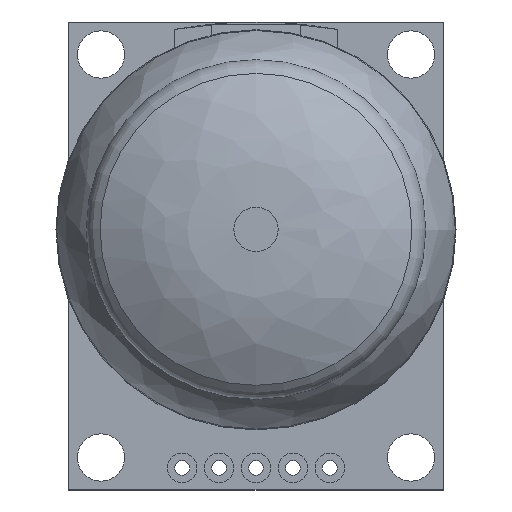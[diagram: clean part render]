
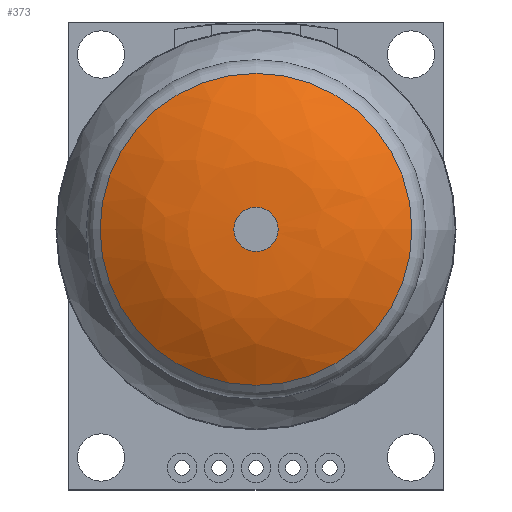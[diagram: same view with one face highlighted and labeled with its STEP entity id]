
A CAD part, top view. The second image highlights one B-rep face of the part: STEP entity #373.
In plain terms, the highlighted free-form (B-spline) face has degree [3, 3] with [4, 7] control points.
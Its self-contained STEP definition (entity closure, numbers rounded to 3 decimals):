
#373 = ADVANCED_FACE( '', ( #816, #817 ), #818, .T. );
#816 = FACE_OUTER_BOUND( '', #1362, .T. );
#817 = FACE_OUTER_BOUND( '', #1363, .T. );
#818 = ( BOUNDED_SURFACE(  )B_SPLINE_SURFACE( 3, 3, ( ( #1366, #1367, #1368, #1369, #1370, #1371, #1372 ), ( #1373, #1374, #1375, #1376, #1377, #1378, #1379 ), ( #1380, #1381, #1382, #1383, #1384, #1385, #1386 ), ( #1387, #1388, #1389, #1390, #1391, #1392, #1393 ) ), .UNSPECIFIED., .F., .T., .F. )B_SPLINE_SURFACE_WITH_KNOTS( ( 4, 4 ), ( 4, 3, 4 ), ( 0., 6.283 ), ( 1.009, 1.316, 1.623 ), .UNSPECIFIED. )GEOMETRIC_REPRESENTATION_ITEM(  )RATIONAL_B_SPLINE_SURFACE( ( ( 1., 0.333, 0.333, 1., 0.333, 0.333, 1. ), ( 0.969, 0.323, 0.323, 0.969, 0.323, 0.323, 0.969 ), ( 0.969, 0.323, 0.323, 0.969, 0.323, 0.323, 0.969 ), ( 1., 0.333, 0.333, 1., 0.333, 0.333, 1. ) ) )REPRESENTATION_ITEM( '' )SURFACE(  ) );
#1362 = EDGE_LOOP( '', ( #2384 ) );
#1363 = EDGE_LOOP( '', ( #2385 ) );
#1366 = CARTESIAN_POINT( '', ( 56.789, 12.361, 33.75 ) );
#1367 = CARTESIAN_POINT( '', ( 56.789, 15.361, 33.75 ) );
#1368 = CARTESIAN_POINT( '', ( 53.789, 15.361, 33.75 ) );
#1369 = CARTESIAN_POINT( '', ( 53.789, 12.361, 33.75 ) );
#1370 = CARTESIAN_POINT( '', ( 53.789, 9.361, 33.75 ) );
#1371 = CARTESIAN_POINT( '', ( 56.789, 9.361, 33.75 ) );
#1372 = CARTESIAN_POINT( '', ( 56.789, 12.361, 33.75 ) );
#1373 = CARTESIAN_POINT( '', ( 60.007, 12.361, 33.917 ) );
#1374 = CARTESIAN_POINT( '', ( 60.007, 21.798, 33.917 ) );
#1375 = CARTESIAN_POINT( '', ( 50.57, 21.798, 33.917 ) );
#1376 = CARTESIAN_POINT( '', ( 50.57, 12.361, 33.917 ) );
#1377 = CARTESIAN_POINT( '', ( 50.57, 2.924, 33.917 ) );
#1378 = CARTESIAN_POINT( '', ( 60.007, 2.924, 33.917 ) );
#1379 = CARTESIAN_POINT( '', ( 60.007, 12.361, 33.917 ) );
#1380 = CARTESIAN_POINT( '', ( 63.126, 12.361, 33.104 ) );
#1381 = CARTESIAN_POINT( '', ( 63.126, 28.035, 33.104 ) );
#1382 = CARTESIAN_POINT( '', ( 47.451, 28.035, 33.104 ) );
#1383 = CARTESIAN_POINT( '', ( 47.451, 12.361, 33.104 ) );
#1384 = CARTESIAN_POINT( '', ( 47.451, -3.313, 33.104 ) );
#1385 = CARTESIAN_POINT( '', ( 63.126, -3.313, 33.104 ) );
#1386 = CARTESIAN_POINT( '', ( 63.126, 12.361, 33.104 ) );
#1387 = CARTESIAN_POINT( '', ( 65.854, 12.361, 31.388 ) );
#1388 = CARTESIAN_POINT( '', ( 65.854, 33.491, 31.388 ) );
#1389 = CARTESIAN_POINT( '', ( 44.724, 33.491, 31.388 ) );
#1390 = CARTESIAN_POINT( '', ( 44.724, 12.361, 31.388 ) );
#1391 = CARTESIAN_POINT( '', ( 44.724, -8.769, 31.388 ) );
#1392 = CARTESIAN_POINT( '', ( 65.854, -8.769, 31.388 ) );
#1393 = CARTESIAN_POINT( '', ( 65.854, 12.361, 31.388 ) );
#2384 = ORIENTED_EDGE( '', *, *, #2978, .F. );
#2385 = ORIENTED_EDGE( '', *, *, #2867, .T. );
#2867 = EDGE_CURVE( '', #3446, #3446, #3447, .T. );
#2978 = EDGE_CURVE( '', #3586, #3586, #3587, .T. );
#3446 = VERTEX_POINT( '', #4210 );
#3447 = CIRCLE( '', #4211, 10.565 );
#3586 = VERTEX_POINT( '', #4404 );
#3587 = CIRCLE( '', #4405, 1.5 );
#4210 = CARTESIAN_POINT( '', ( 65.854, 12.361, 31.388 ) );
#4211 = AXIS2_PLACEMENT_3D( '', #4759, #4760, #4761 );
#4404 = CARTESIAN_POINT( '', ( 56.789, 12.361, 33.75 ) );
#4405 = AXIS2_PLACEMENT_3D( '', #4867, #4868, #4869 );
#4759 = CARTESIAN_POINT( '', ( 55.289, 12.361, 31.388 ) );
#4760 = DIRECTION( '', ( 0., 0., 1. ) );
#4761 = DIRECTION( '', ( 1., 0., 0. ) );
#4867 = CARTESIAN_POINT( '', ( 55.289, 12.361, 33.75 ) );
#4868 = DIRECTION( '', ( 0., 0., 1. ) );
#4869 = DIRECTION( '', ( 1., 0., 0. ) );
